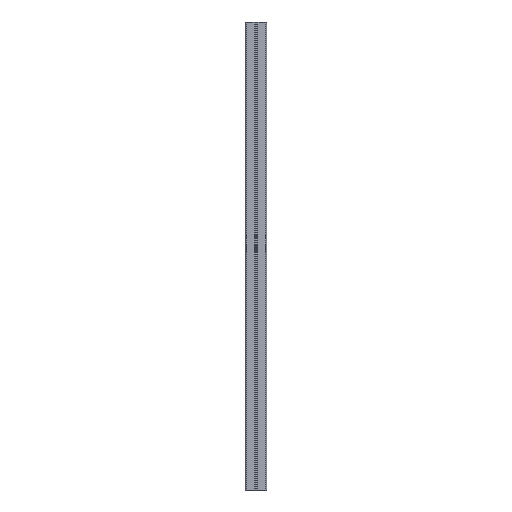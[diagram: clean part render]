
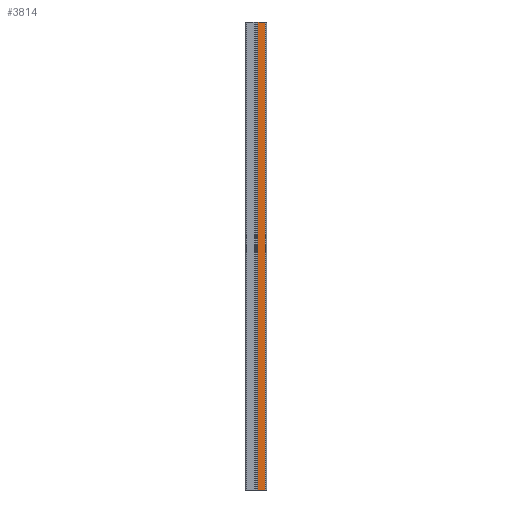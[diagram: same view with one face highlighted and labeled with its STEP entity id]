
A CAD part, front view. The second image highlights one B-rep face of the part: STEP entity #3814.
In plain terms, the highlighted planar face has unit normal (0, -1, 0).
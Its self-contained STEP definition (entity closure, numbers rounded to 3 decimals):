
#201=FACE_OUTER_BOUND('',#397,.T.);
#397=EDGE_LOOP('',(#3080,#3081,#3082,#3083));
#601=LINE('',#5307,#1046);
#922=LINE('',#6136,#1367);
#923=LINE('',#6139,#1368);
#924=LINE('',#6140,#1369);
#1046=VECTOR('',#4233,10.);
#1367=VECTOR('',#4970,10.);
#1368=VECTOR('',#4973,10.);
#1369=VECTOR('',#4974,10.);
#1492=VERTEX_POINT('',#5304);
#1493=VERTEX_POINT('',#5306);
#1793=VERTEX_POINT('',#6134);
#1794=VERTEX_POINT('',#6138);
#1870=EDGE_CURVE('',#1492,#1493,#601,.T.);
#2285=EDGE_CURVE('',#1492,#1793,#922,.T.);
#2286=EDGE_CURVE('',#1794,#1793,#923,.T.);
#2287=EDGE_CURVE('',#1493,#1794,#924,.T.);
#3080=ORIENTED_EDGE('',*,*,#2285,.T.);
#3081=ORIENTED_EDGE('',*,*,#2286,.F.);
#3082=ORIENTED_EDGE('',*,*,#2287,.F.);
#3083=ORIENTED_EDGE('',*,*,#1870,.F.);
#3650=PLANE('',#4123);
#3814=ADVANCED_FACE('',(#201),#3650,.T.);
#4123=AXIS2_PLACEMENT_3D('',#6137,#4971,#4972);
#4233=DIRECTION('',(-1.,0.,0.));
#4970=DIRECTION('',(0.,0.,1.));
#4971=DIRECTION('center_axis',(0.,-1.,0.));
#4972=DIRECTION('ref_axis',(1.,0.,0.));
#4973=DIRECTION('',(1.,0.,0.));
#4974=DIRECTION('',(0.,0.,1.));
#5304=CARTESIAN_POINT('',(20.,-22.5,-500.));
#5306=CARTESIAN_POINT('',(4.15,-22.5,-500.));
#5307=CARTESIAN_POINT('',(4.15,-22.5,-500.));
#6134=CARTESIAN_POINT('',(20.,-22.5,500.));
#6136=CARTESIAN_POINT('',(20.,-22.5,0.));
#6137=CARTESIAN_POINT('Origin',(4.15,-22.5,0.));
#6138=CARTESIAN_POINT('',(4.15,-22.5,500.));
#6139=CARTESIAN_POINT('',(4.15,-22.5,500.));
#6140=CARTESIAN_POINT('',(4.15,-22.5,0.));
